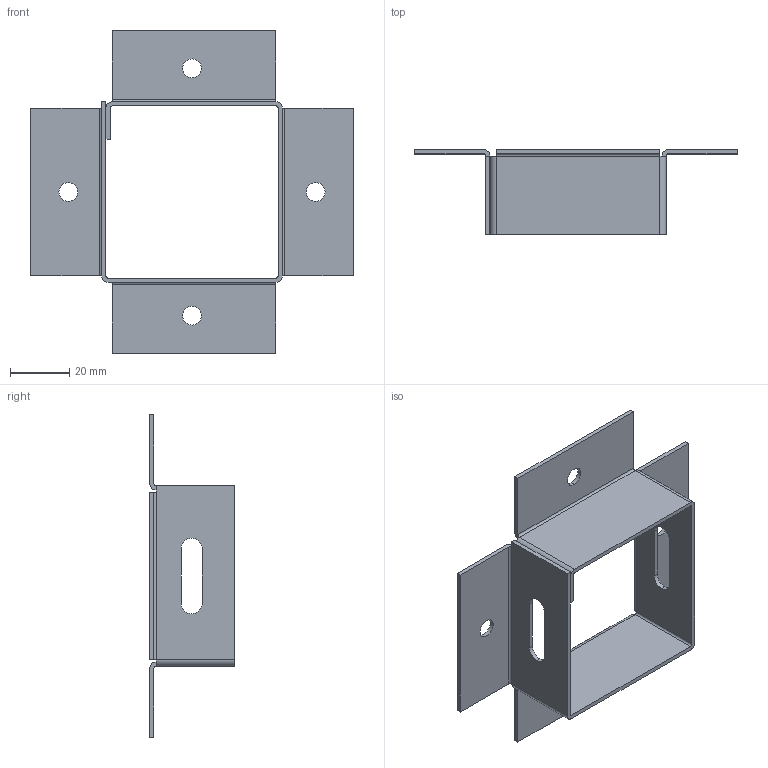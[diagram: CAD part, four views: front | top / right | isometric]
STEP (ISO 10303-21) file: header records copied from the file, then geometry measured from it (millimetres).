
FILE_DESCRIPTION (( 'STEP AP203' ), '1' );
FILE_NAME ('CWAD2.step', '2024-04-25T14:44:05', ( '' ), ( '' ), 'SwSTEP 2.0', 'SolidWorks 2023', '' );
FILE_SCHEMA (( 'CONFIG_CONTROL_DESIGN' ));
Length unit declared in the file: inch
Products named in the file (1): CWAD2
Bounding box: 108.86 x 28.57 x 108.86 mm (x, y, z)
Volume: 17006.2 mm3; surface area: 24865.2 mm2
Topology: 1 solids, 1 shells, 72 faces, 182 edges, 112 vertices
Faces by surface type: plane 42, cylinder 30
Entity records: 2245 total; most frequent: DIRECTION 388, CARTESIAN_POINT 367, ORIENTED_EDGE 364, EDGE_CURVE 182, AXIS2_PLACEMENT_3D 133, VECTOR 122, LINE 122, VERTEX_POINT 112
